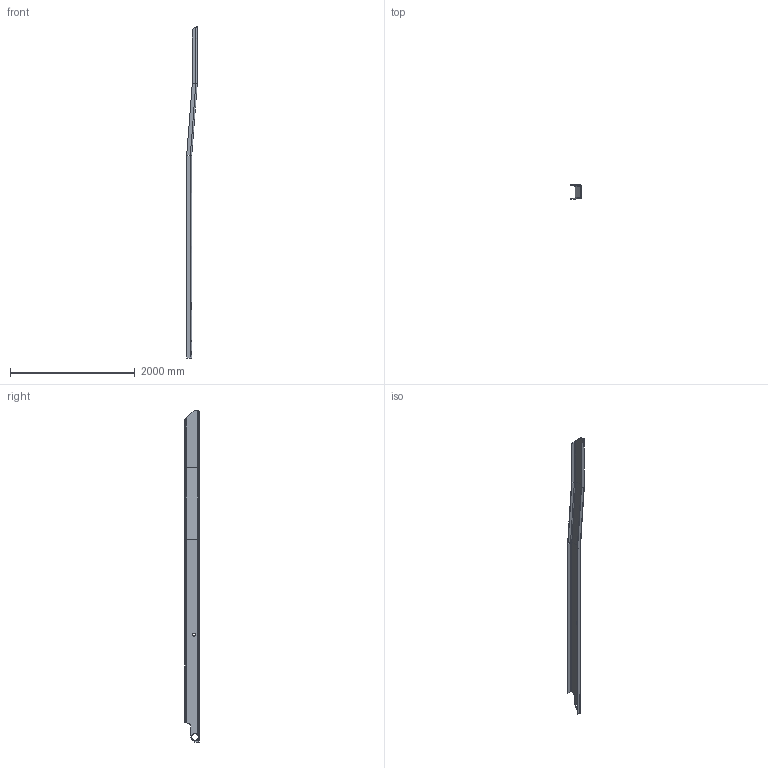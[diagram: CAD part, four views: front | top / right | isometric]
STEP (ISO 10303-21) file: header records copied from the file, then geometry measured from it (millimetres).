
FILE_DESCRIPTION (( 'STEP AP203' ), '1' );
FILE_NAME ('mandUD-Hekimhan Madencilik_Mirrorergünler_3028U þase.IGS_Default_sldprt.STEP', '2023-01-17T08:18:52', ( '' ), ( '' ), 'SwSTEP 2.0', 'SolidWorks 2019', '' );
FILE_SCHEMA (( 'CONFIG_CONTROL_DESIGN' ));
Length unit declared in the file: millimetre
Products named in the file (1): mandUD-Hekimhan Madencilik_Mirrorergünler_3028U þase.IGS_Default_sldprt
Bounding box: 169.17 x 225 x 5326.55 mm (x, y, z)
Volume: 14375822.4 mm3; surface area: 3690276.5 mm2
Topology: 1 solids, 1 shells, 99 faces, 229 edges, 130 vertices
Faces by surface type: bspline 99
Entity records: 3924 total; most frequent: CARTESIAN_POINT 2455, ORIENTED_EDGE 458, EDGE_CURVE 229, B_SPLINE_CURVE_WITH_KNOTS 200, VERTEX_POINT 130, EDGE_LOOP 101, FACE_OUTER_BOUND 99, ADVANCED_FACE 99
